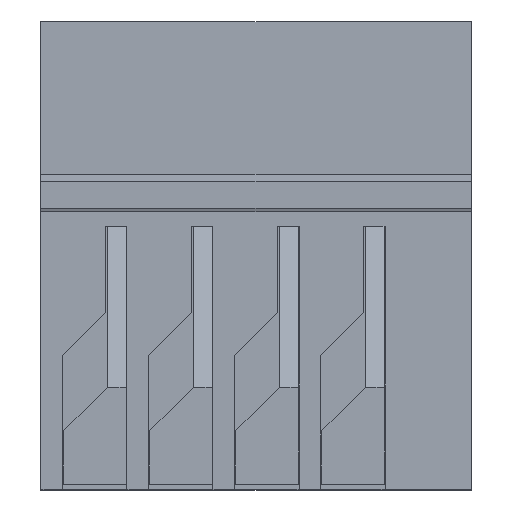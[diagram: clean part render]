
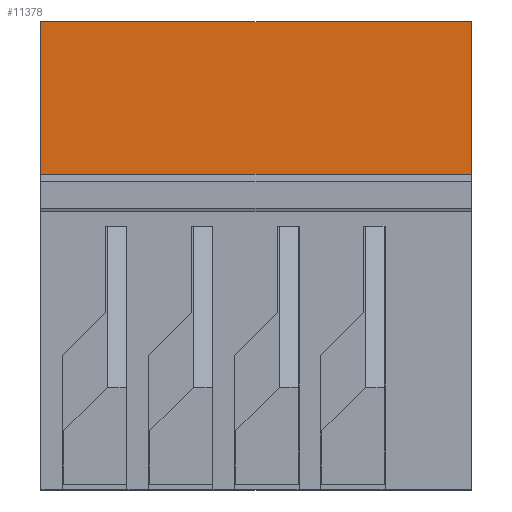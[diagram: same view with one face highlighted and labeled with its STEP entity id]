
A CAD part, top view. The second image highlights one B-rep face of the part: STEP entity #11378.
In plain terms, the highlighted planar face has unit normal (0, 0, 1).
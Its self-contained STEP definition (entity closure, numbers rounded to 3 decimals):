
#8881 = PLANE('',#8882);
#8882 = AXIS2_PLACEMENT_3D('',#8883,#8884,#8885);
#8883 = CARTESIAN_POINT('',(0.,-1.382,
    5.472));
#8884 = DIRECTION('',(1.,0.,0.));
#8885 = DIRECTION('',(0.,0.,1.));
#8937 = PLANE('',#8938);
#8938 = AXIS2_PLACEMENT_3D('',#8939,#8940,#8941);
#8939 = CARTESIAN_POINT('',(12.7,-1.382,5.472));
#8940 = DIRECTION('',(1.,0.,0.));
#8941 = DIRECTION('',(0.,0.,1.));
#9554 = VERTEX_POINT('',#9555);
#9555 = CARTESIAN_POINT('',(0.,5.4,11.));
#9569 = PLANE('',#9570);
#9570 = AXIS2_PLACEMENT_3D('',#9571,#9572,#9573);
#9571 = CARTESIAN_POINT('',(0.,5.4,0.)
  );
#9572 = DIRECTION('',(0.,-1.,0.));
#9573 = DIRECTION('',(0.,0.,1.));
#9581 = EDGE_CURVE('',#9554,#9582,#9584,.T.);
#9582 = VERTEX_POINT('',#9583);
#9583 = CARTESIAN_POINT('',(0.,0.9,11.));
#9584 = SURFACE_CURVE('',#9585,(#9589,#9596),.PCURVE_S1.);
#9585 = LINE('',#9586,#9587);
#9586 = CARTESIAN_POINT('',(0.,5.4,11.));
#9587 = VECTOR('',#9588,1.);
#9588 = DIRECTION('',(0.,-1.,0.));
#9589 = PCURVE('',#8881,#9590);
#9590 = DEFINITIONAL_REPRESENTATION('',(#9591),#9595);
#9591 = LINE('',#9592,#9593);
#9592 = CARTESIAN_POINT('',(5.528,-6.782));
#9593 = VECTOR('',#9594,1.);
#9594 = DIRECTION('',(0.,1.));
#9595 = ( GEOMETRIC_REPRESENTATION_CONTEXT(2) 
PARAMETRIC_REPRESENTATION_CONTEXT() REPRESENTATION_CONTEXT('2D SPACE',''
  ) );
#9596 = PCURVE('',#9597,#9602);
#9597 = PLANE('',#9598);
#9598 = AXIS2_PLACEMENT_3D('',#9599,#9600,#9601);
#9599 = CARTESIAN_POINT('',(0.,5.4,11.));
#9600 = DIRECTION('',(0.,0.,-1.));
#9601 = DIRECTION('',(0.,-1.,0.));
#9602 = DEFINITIONAL_REPRESENTATION('',(#9603),#9607);
#9603 = LINE('',#9604,#9605);
#9604 = CARTESIAN_POINT('',(0.,0.));
#9605 = VECTOR('',#9606,1.);
#9606 = DIRECTION('',(1.,0.));
#9607 = ( GEOMETRIC_REPRESENTATION_CONTEXT(2) 
PARAMETRIC_REPRESENTATION_CONTEXT() REPRESENTATION_CONTEXT('2D SPACE',''
  ) );
#9625 = PLANE('',#9626);
#9626 = AXIS2_PLACEMENT_3D('',#9627,#9628,#9629);
#9627 = CARTESIAN_POINT('',(0.,0.9,11.));
#9628 = DIRECTION('',(0.,-0.894,-0.447));
#9629 = DIRECTION('',(0.,-0.447,0.894));
#10991 = VERTEX_POINT('',#10992);
#10992 = CARTESIAN_POINT('',(12.7,5.4,11.));
#11013 = EDGE_CURVE('',#10991,#11014,#11016,.T.);
#11014 = VERTEX_POINT('',#11015);
#11015 = CARTESIAN_POINT('',(12.7,0.9,11.));
#11016 = SURFACE_CURVE('',#11017,(#11021,#11028),.PCURVE_S1.);
#11017 = LINE('',#11018,#11019);
#11018 = CARTESIAN_POINT('',(12.7,5.4,11.));
#11019 = VECTOR('',#11020,1.);
#11020 = DIRECTION('',(0.,-1.,0.));
#11021 = PCURVE('',#8937,#11022);
#11022 = DEFINITIONAL_REPRESENTATION('',(#11023),#11027);
#11023 = LINE('',#11024,#11025);
#11024 = CARTESIAN_POINT('',(5.528,-6.782));
#11025 = VECTOR('',#11026,1.);
#11026 = DIRECTION('',(0.,1.));
#11027 = ( GEOMETRIC_REPRESENTATION_CONTEXT(2) 
PARAMETRIC_REPRESENTATION_CONTEXT() REPRESENTATION_CONTEXT('2D SPACE',''
  ) );
#11028 = PCURVE('',#9597,#11029);
#11029 = DEFINITIONAL_REPRESENTATION('',(#11030),#11034);
#11030 = LINE('',#11031,#11032);
#11031 = CARTESIAN_POINT('',(0.,-12.7));
#11032 = VECTOR('',#11033,1.);
#11033 = DIRECTION('',(1.,0.));
#11034 = ( GEOMETRIC_REPRESENTATION_CONTEXT(2) 
PARAMETRIC_REPRESENTATION_CONTEXT() REPRESENTATION_CONTEXT('2D SPACE',''
  ) );
#11357 = EDGE_CURVE('',#9554,#10991,#11358,.T.);
#11358 = SURFACE_CURVE('',#11359,(#11363,#11370),.PCURVE_S1.);
#11359 = LINE('',#11360,#11361);
#11360 = CARTESIAN_POINT('',(0.,5.4,11.));
#11361 = VECTOR('',#11362,1.);
#11362 = DIRECTION('',(1.,0.,0.));
#11363 = PCURVE('',#9569,#11364);
#11364 = DEFINITIONAL_REPRESENTATION('',(#11365),#11369);
#11365 = LINE('',#11366,#11367);
#11366 = CARTESIAN_POINT('',(11.,0.));
#11367 = VECTOR('',#11368,1.);
#11368 = DIRECTION('',(0.,-1.));
#11369 = ( GEOMETRIC_REPRESENTATION_CONTEXT(2) 
PARAMETRIC_REPRESENTATION_CONTEXT() REPRESENTATION_CONTEXT('2D SPACE',''
  ) );
#11370 = PCURVE('',#9597,#11371);
#11371 = DEFINITIONAL_REPRESENTATION('',(#11372),#11376);
#11372 = LINE('',#11373,#11374);
#11373 = CARTESIAN_POINT('',(0.,0.));
#11374 = VECTOR('',#11375,1.);
#11375 = DIRECTION('',(0.,-1.));
#11376 = ( GEOMETRIC_REPRESENTATION_CONTEXT(2) 
PARAMETRIC_REPRESENTATION_CONTEXT() REPRESENTATION_CONTEXT('2D SPACE',''
  ) );
#11378 = ADVANCED_FACE('',(#11379),#9597,.F.);
#11379 = FACE_BOUND('',#11380,.F.);
#11380 = EDGE_LOOP('',(#11381,#11382,#11383,#11404));
#11381 = ORIENTED_EDGE('',*,*,#11357,.T.);
#11382 = ORIENTED_EDGE('',*,*,#11013,.T.);
#11383 = ORIENTED_EDGE('',*,*,#11384,.F.);
#11384 = EDGE_CURVE('',#9582,#11014,#11385,.T.);
#11385 = SURFACE_CURVE('',#11386,(#11390,#11397),.PCURVE_S1.);
#11386 = LINE('',#11387,#11388);
#11387 = CARTESIAN_POINT('',(0.,0.9,11.));
#11388 = VECTOR('',#11389,1.);
#11389 = DIRECTION('',(1.,0.,0.));
#11390 = PCURVE('',#9597,#11391);
#11391 = DEFINITIONAL_REPRESENTATION('',(#11392),#11396);
#11392 = LINE('',#11393,#11394);
#11393 = CARTESIAN_POINT('',(4.5,0.));
#11394 = VECTOR('',#11395,1.);
#11395 = DIRECTION('',(0.,-1.));
#11396 = ( GEOMETRIC_REPRESENTATION_CONTEXT(2) 
PARAMETRIC_REPRESENTATION_CONTEXT() REPRESENTATION_CONTEXT('2D SPACE',''
  ) );
#11397 = PCURVE('',#9625,#11398);
#11398 = DEFINITIONAL_REPRESENTATION('',(#11399),#11403);
#11399 = LINE('',#11400,#11401);
#11400 = CARTESIAN_POINT('',(0.,0.));
#11401 = VECTOR('',#11402,1.);
#11402 = DIRECTION('',(0.,-1.));
#11403 = ( GEOMETRIC_REPRESENTATION_CONTEXT(2) 
PARAMETRIC_REPRESENTATION_CONTEXT() REPRESENTATION_CONTEXT('2D SPACE',''
  ) );
#11404 = ORIENTED_EDGE('',*,*,#9581,.F.);
